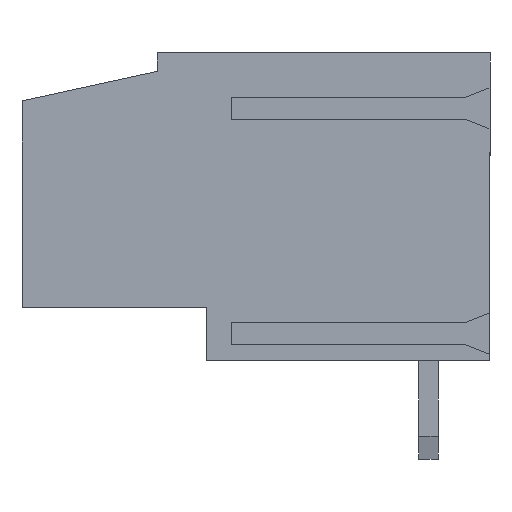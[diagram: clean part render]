
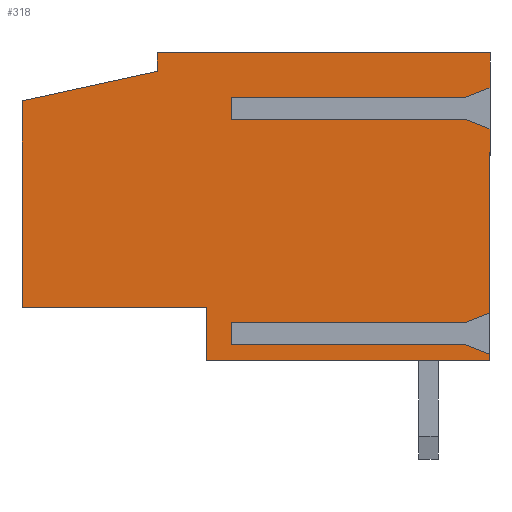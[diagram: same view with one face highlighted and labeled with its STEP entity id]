
A CAD part, left-side view. The second image highlights one B-rep face of the part: STEP entity #318.
In plain terms, the highlighted planar face has unit normal (-1, 0, 0).
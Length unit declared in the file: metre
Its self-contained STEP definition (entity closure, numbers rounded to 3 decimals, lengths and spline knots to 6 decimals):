
#318=ADVANCED_FACE('',(#692),#693,.F.);
#692=FACE_OUTER_BOUND('',#1117,.T.);
#693=PLANE('',#1118);
#1117=EDGE_LOOP('',(#2001,#2002,#2003,#2004,#2005,#2006,#2007,#2008,#2009,#2010,#2011,#2012,#2013,#2014,#2015,#2016,#2017,#2018,#2019,#2020));
#1118=AXIS2_PLACEMENT_3D('',#2021,#2022,#2023);
#2001=ORIENTED_EDGE('',*,*,#2555,.F.);
#2002=ORIENTED_EDGE('',*,*,#2847,.F.);
#2003=ORIENTED_EDGE('',*,*,#2590,.F.);
#2004=ORIENTED_EDGE('',*,*,#2855,.F.);
#2005=ORIENTED_EDGE('',*,*,#2856,.F.);
#2006=ORIENTED_EDGE('',*,*,#2686,.F.);
#2007=ORIENTED_EDGE('',*,*,#2537,.T.);
#2008=ORIENTED_EDGE('',*,*,#2857,.F.);
#2009=ORIENTED_EDGE('',*,*,#2610,.T.);
#2010=ORIENTED_EDGE('',*,*,#2750,.T.);
#2011=ORIENTED_EDGE('',*,*,#2745,.T.);
#2012=ORIENTED_EDGE('',*,*,#2683,.F.);
#2013=ORIENTED_EDGE('',*,*,#2637,.T.);
#2014=ORIENTED_EDGE('',*,*,#2741,.F.);
#2015=ORIENTED_EDGE('',*,*,#2822,.F.);
#2016=ORIENTED_EDGE('',*,*,#2811,.T.);
#2017=ORIENTED_EDGE('',*,*,#2715,.T.);
#2018=ORIENTED_EDGE('',*,*,#2680,.F.);
#2019=ORIENTED_EDGE('',*,*,#2760,.F.);
#2020=ORIENTED_EDGE('',*,*,#2619,.F.);
#2021=CARTESIAN_POINT('',(0.,0.0115,-0.01035));
#2022=DIRECTION('',(1.0,0.,0.));
#2023=DIRECTION('',(0.,1.0,0.));
#2537=EDGE_CURVE('',#3041,#3039,#3042,.T.);
#2555=EDGE_CURVE('',#3071,#3066,#3073,.T.);
#2590=EDGE_CURVE('',#3136,#3131,#3138,.T.);
#2610=EDGE_CURVE('',#3170,#3171,#3172,.T.);
#2619=EDGE_CURVE('',#3066,#3181,#3185,.T.);
#2637=EDGE_CURVE('',#3215,#3216,#3217,.T.);
#2680=EDGE_CURVE('',#3284,#3286,#3287,.T.);
#2683=EDGE_CURVE('',#3215,#3291,#3292,.T.);
#2686=EDGE_CURVE('',#3041,#3279,#3296,.T.);
#2715=EDGE_CURVE('',#3342,#3286,#3343,.T.);
#2741=EDGE_CURVE('',#3381,#3216,#3383,.T.);
#2745=EDGE_CURVE('',#3387,#3291,#3388,.T.);
#2750=EDGE_CURVE('',#3171,#3387,#3394,.T.);
#2760=EDGE_CURVE('',#3181,#3284,#3408,.T.);
#2811=EDGE_CURVE('',#3480,#3342,#3481,.T.);
#2822=EDGE_CURVE('',#3480,#3381,#3493,.T.);
#2847=EDGE_CURVE('',#3131,#3071,#3524,.T.);
#2855=EDGE_CURVE('',#3535,#3136,#3536,.T.);
#2856=EDGE_CURVE('',#3279,#3535,#3537,.T.);
#2857=EDGE_CURVE('',#3170,#3039,#3538,.T.);
#3039=VERTEX_POINT('',#3766);
#3041=VERTEX_POINT('',#3769);
#3042=LINE('',#3770,#3771);
#3066=VERTEX_POINT('',#3804);
#3071=VERTEX_POINT('',#3811);
#3073=LINE('',#3814,#3815);
#3131=VERTEX_POINT('',#3894);
#3136=VERTEX_POINT('',#3901);
#3138=LINE('',#3904,#3905);
#3170=VERTEX_POINT('',#3951);
#3171=VERTEX_POINT('',#3952);
#3172=LINE('',#3953,#3954);
#3181=VERTEX_POINT('',#3967);
#3185=LINE('',#3973,#3974);
#3215=VERTEX_POINT('',#4017);
#3216=VERTEX_POINT('',#4018);
#3217=LINE('',#4019,#4020);
#3279=VERTEX_POINT('',#4112);
#3284=VERTEX_POINT('',#4119);
#3286=VERTEX_POINT('',#4122);
#3287=LINE('',#4123,#4124);
#3291=VERTEX_POINT('',#4130);
#3292=LINE('',#4131,#4132);
#3296=LINE('',#4138,#4139);
#3342=VERTEX_POINT('',#4224);
#3343=LINE('',#4225,#4226);
#3381=VERTEX_POINT('',#4280);
#3383=LINE('',#4283,#4284);
#3387=VERTEX_POINT('',#4289);
#3388=LINE('',#4290,#4291);
#3394=LINE('',#4300,#4301);
#3408=LINE('',#4322,#4323);
#3480=VERTEX_POINT('',#4427);
#3481=LINE('',#4428,#4429);
#3493=LINE('',#4446,#4447);
#3524=LINE('',#4493,#4494);
#3535=VERTEX_POINT('',#4509);
#3536=LINE('',#4510,#4511);
#3537=LINE('',#4512,#4513);
#3538=LINE('',#4514,#4515);
#3766=CARTESIAN_POINT('',(0.,0.001,-0.01185));
#3769=CARTESIAN_POINT('',(0.,0.,-0.012239));
#3770=CARTESIAN_POINT('',(0.,-0.000011,-0.012243));
#3771=VECTOR('',#4730,1.0);
#3804=CARTESIAN_POINT('',(0.,0.0135,-0.00075));
#3811=CARTESIAN_POINT('',(0.,0.019,-0.00195));
#3814=CARTESIAN_POINT('',(0.,0.0135,-0.00075));
#3815=VECTOR('',#4746,1.0);
#3894=CARTESIAN_POINT('',(0.,0.019,-0.01035));
#3901=CARTESIAN_POINT('',(0.,0.0115,-0.01035));
#3904=CARTESIAN_POINT('',(0.,0.019,-0.01035));
#3905=VECTOR('',#4786,1.0);
#3951=CARTESIAN_POINT('',(0.,0.0105,-0.01185));
#3952=CARTESIAN_POINT('',(0.,0.0105,-0.01095));
#3953=CARTESIAN_POINT('',(0.,0.0105,-0.01095));
#3954=VECTOR('',#4804,1.0);
#3967=CARTESIAN_POINT('',(0.,0.0135,0.));
#3973=CARTESIAN_POINT('',(0.,0.0135,0.));
#3974=VECTOR('',#4811,1.0);
#4017=CARTESIAN_POINT('',(0.,0.,-0.003092));
#4018=CARTESIAN_POINT('',(0.,0.001,-0.002704));
#4019=CARTESIAN_POINT('',(0.,0.000924,-0.002733));
#4020=VECTOR('',#4825,1.0);
#4112=CARTESIAN_POINT('',(0.,0.,-0.0125));
#4119=CARTESIAN_POINT('',(0.,0.,0.));
#4122=CARTESIAN_POINT('',(0.,0.,-0.001415));
#4123=CARTESIAN_POINT('',(0.,0.,-0.0125));
#4124=VECTOR('',#4859,1.0);
#4130=CARTESIAN_POINT('',(0.,0.,-0.010561));
#4131=CARTESIAN_POINT('',(0.,0.,-0.0125));
#4132=VECTOR('',#4862,1.0);
#4138=CARTESIAN_POINT('',(0.,0.,-0.0125));
#4139=VECTOR('',#4865,1.0);
#4224=CARTESIAN_POINT('',(0.,0.001,-0.001804));
#4225=CARTESIAN_POINT('',(0.,0.001,-0.001804));
#4226=VECTOR('',#4894,1.0);
#4280=CARTESIAN_POINT('',(0.,0.0105,-0.002704));
#4283=CARTESIAN_POINT('',(0.,0.,-0.002704));
#4284=VECTOR('',#4924,1.0);
#4289=CARTESIAN_POINT('',(0.,0.001,-0.01095));
#4290=CARTESIAN_POINT('',(0.,0.000081,-0.010593));
#4291=VECTOR('',#4926,1.0);
#4300=CARTESIAN_POINT('',(0.,0.,-0.01095));
#4301=VECTOR('',#4930,1.0);
#4322=CARTESIAN_POINT('',(0.,0.,0.));
#4323=VECTOR('',#4938,1.0);
#4427=CARTESIAN_POINT('',(0.,0.0105,-0.001804));
#4428=CARTESIAN_POINT('',(0.,0.,-0.001804));
#4429=VECTOR('',#4980,1.0);
#4446=CARTESIAN_POINT('',(0.,0.0105,-0.002704));
#4447=VECTOR('',#4989,1.0);
#4493=CARTESIAN_POINT('',(0.,0.019,-0.00195));
#4494=VECTOR('',#5011,1.0);
#4509=CARTESIAN_POINT('',(0.,0.0115,-0.0125));
#4510=CARTESIAN_POINT('',(0.,0.0115,-0.01035));
#4511=VECTOR('',#5019,1.0);
#4512=CARTESIAN_POINT('',(0.,0.0115,-0.0125));
#4513=VECTOR('',#5020,1.0);
#4514=CARTESIAN_POINT('',(0.,0.,-0.01185));
#4515=VECTOR('',#5021,1.0);
#4730=DIRECTION('',(0.,0.932,0.362));
#4746=DIRECTION('',(0.,-0.977,0.213));
#4786=DIRECTION('',(0.,1.0,0.));
#4804=DIRECTION('',(0.0,0.,1.0));
#4811=DIRECTION('',(0.,0.,1.0));
#4825=DIRECTION('',(0.,0.932,0.362));
#4859=DIRECTION('',(0.,0.,-1.0));
#4862=DIRECTION('',(0.,0.,-1.0));
#4865=DIRECTION('',(0.,0.,-1.0));
#4894=DIRECTION('',(0.,-0.932,0.362));
#4924=DIRECTION('',(0.0,-1.0,0.));
#4926=DIRECTION('',(0.,-0.932,0.362));
#4930=DIRECTION('',(0.0,-1.0,0.));
#4938=DIRECTION('',(0.,-1.0,0.));
#4980=DIRECTION('',(0.0,-1.0,0.));
#4989=DIRECTION('',(0.0,0.,-1.0));
#5011=DIRECTION('',(0.,0.,1.0));
#5019=DIRECTION('',(0.,0.,1.0));
#5020=DIRECTION('',(0.,1.0,0.));
#5021=DIRECTION('',(0.0,-1.0,0.));
